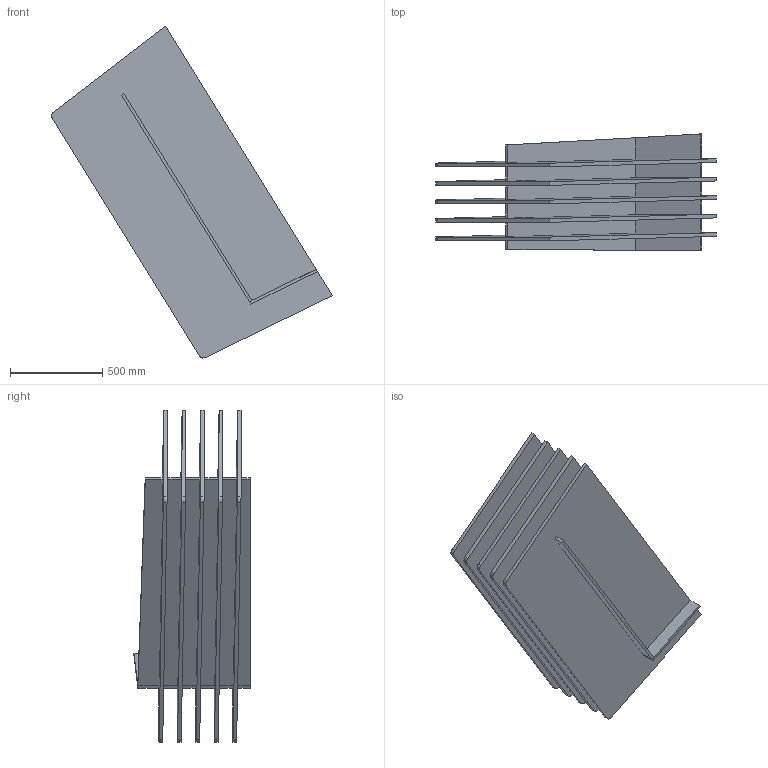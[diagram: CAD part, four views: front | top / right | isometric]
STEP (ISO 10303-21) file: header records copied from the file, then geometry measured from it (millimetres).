
FILE_DESCRIPTION(('FreeCAD Model'),'2;1');
FILE_NAME('detailed_DCLL/DCLL_sample_envelope_structural_plate.step', '2018-01-22T16:29:02',('FreeCAD'),('FreeCAD'), 'Open CASCADE STEP processor 7.1','FreeCAD','Unknown');
FILE_SCHEMA(('AUTOMOTIVE_DESIGN_CC2 { 1 2 10303 214 -1 1 5 4 }'));
Length unit declared in the file: millimetre
Products named in the file (18): Open CASCADE STEP translator 7.1 6; Open CASCADE STEP translator 7.1 6.1; Open CASCADE STEP translator 7.1 6.2; Open CASCADE STEP translator 7.1 6.3; Open CASCADE STEP translator 7.1 6.4; Open CASCADE STEP translator 7.1 6.5; Open CASCADE STEP translator 7.1 6.6; Open CASCADE STEP translator 7.1 6.7; Open CASCADE STEP translator 7.1 6.8; Open CASCADE STEP translator 7.1 6.9; Open CASCADE STEP translator 7.1 6.10; Open CASCADE STEP translator 7.1 6.11; Open CASCADE STEP translator 7.1 6.12; Open CASCADE STEP translator 7.1 6.13; Open CASCADE STEP translator 7.1 6.14; Open CASCADE STEP translator 7.1 6.15; Open CASCADE STEP translator 7.1 6.16; Open CASCADE STEP translator 7.1 6.17
Assembly tree (17 placements, depth 2):
  Open CASCADE STEP translator 7.1 6
    Open CASCADE STEP translator 7.1 6.1
    Open CASCADE STEP translator 7.1 6.2
    Open CASCADE STEP translator 7.1 6.3
    Open CASCADE STEP translator 7.1 6.4
    Open CASCADE STEP translator 7.1 6.5
    Open CASCADE STEP translator 7.1 6.6
    Open CASCADE STEP translator 7.1 6.7
    Open CASCADE STEP translator 7.1 6.8
    Open CASCADE STEP translator 7.1 6.9
    Open CASCADE STEP translator 7.1 6.10
    Open CASCADE STEP translator 7.1 6.11
    Open CASCADE STEP translator 7.1 6.12
    Open CASCADE STEP translator 7.1 6.13
    Open CASCADE STEP translator 7.1 6.14
    Open CASCADE STEP translator 7.1 6.15
    Open CASCADE STEP translator 7.1 6.16
    Open CASCADE STEP translator 7.1 6.17
Bounding box: 1519.66 x 628.83 x 1796.91 mm (x, y, z)
Volume: 141159668.3 mm3; surface area: 15363634.8 mm2
Topology: 17 solids, 17 shells, 112 faces, 235 edges, 157 vertices
Faces by surface type: plane 102, cylinder 10
Entity records: 6022 total; most frequent: CARTESIAN_POINT 1536, DIRECTION 581, ORIENTED_EDGE 470, PCURVE 470, DEFINITIONAL_REPRESENTATION 470, B_SPLINE_CURVE_WITH_KNOTS 404, LINE 261, VECTOR 261
